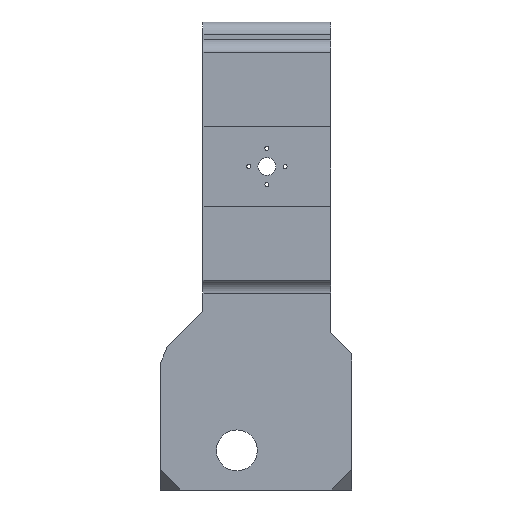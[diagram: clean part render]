
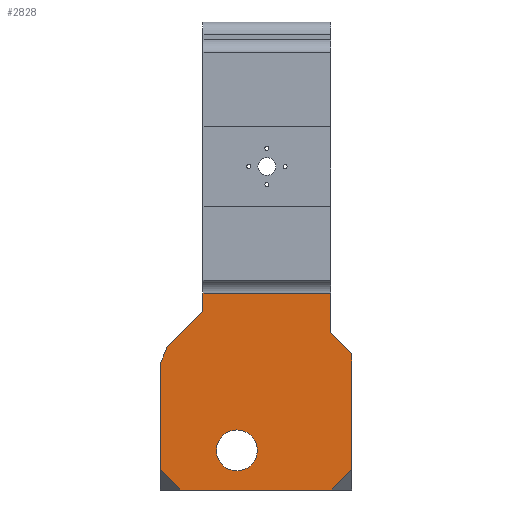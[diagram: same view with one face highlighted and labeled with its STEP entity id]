
A CAD part, left-side view. The second image highlights one B-rep face of the part: STEP entity #2828.
In plain terms, the highlighted planar face has unit normal (-1, 0, 0).
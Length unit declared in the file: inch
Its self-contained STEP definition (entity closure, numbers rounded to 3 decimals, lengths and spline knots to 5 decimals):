
#20 = DIRECTION ( 'NONE',  ( 0., -1., 0. ) ) ;
#22 = ORIENTED_EDGE ( 'NONE', *, *, #3087, .F. ) ;
#34 = CARTESIAN_POINT ( 'NONE',  ( -3.95, 2.83869, -6.325 ) ) ;
#37 = VERTEX_POINT ( 'NONE', #2685 ) ;
#57 = EDGE_LOOP ( 'NONE', ( #22, #2929 ) ) ;
#61 = VECTOR ( 'NONE', #1623, 39.37008 ) ;
#142 = AXIS2_PLACEMENT_3D ( 'NONE', #3580, #3599, #740 ) ;
#170 = DIRECTION ( 'NONE',  ( 0., 0., 1. ) ) ;
#194 = VERTEX_POINT ( 'NONE', #1123 ) ;
#217 = VERTEX_POINT ( 'NONE', #3631 ) ;
#221 = FACE_BOUND ( 'NONE', #57, .T. ) ;
#271 = EDGE_CURVE ( 'NONE', #914, #642, #2812, .T. ) ;
#300 = DIRECTION ( 'NONE',  ( 0., 0., 1. ) ) ;
#331 = VECTOR ( 'NONE', #960, 39.37008 ) ;
#353 = CARTESIAN_POINT ( 'NONE',  ( -3.95, 2.83869, -5.9313 ) ) ;
#399 = LINE ( 'NONE', #2351, #2232 ) ;
#410 = VERTEX_POINT ( 'NONE', #517 ) ;
#455 = CARTESIAN_POINT ( 'NONE',  ( -3.95, 2.83869, -3.865 ) ) ;
#462 = ORIENTED_EDGE ( 'NONE', *, *, #572, .T. ) ;
#486 = EDGE_CURVE ( 'NONE', #642, #37, #1608, .T. ) ;
#499 = CARTESIAN_POINT ( 'NONE',  ( -3.95, 1.33869, -5.15 ) ) ;
#501 = CARTESIAN_POINT ( 'NONE',  ( -3.95, 0.74935, -1.57565 ) ) ;
#517 = CARTESIAN_POINT ( 'NONE',  ( -3.95, 2.69727, -3.52358 ) ) ;
#572 = EDGE_CURVE ( 'NONE', #37, #1421, #2527, .T. ) ;
#612 = ORIENTED_EDGE ( 'NONE', *, *, #271, .T. ) ;
#642 = VERTEX_POINT ( 'NONE', #353 ) ;
#740 = DIRECTION ( 'NONE',  ( 0., 0., 1. ) ) ;
#758 = AXIS2_PLACEMENT_3D ( 'NONE', #1568, #2686, #170 ) ;
#805 = VECTOR ( 'NONE', #3131, 39.37008 ) ;
#814 = LINE ( 'NONE', #3375, #2689 ) ;
#847 = VECTOR ( 'NONE', #2516, 39.37008 ) ;
#871 = ORIENTED_EDGE ( 'NONE', *, *, #3405, .F. ) ;
#884 = VERTEX_POINT ( 'NONE', #2124 ) ;
#895 = VERTEX_POINT ( 'NONE', #3538 ) ;
#914 = VERTEX_POINT ( 'NONE', #455 ) ;
#930 = VERTEX_POINT ( 'NONE', #2628 ) ;
#947 = ORIENTED_EDGE ( 'NONE', *, *, #2895, .F. ) ;
#960 = DIRECTION ( 'NONE',  ( 0., 0.383, -0.924 ) ) ;
#974 = LINE ( 'NONE', #1882, #2814 ) ;
#1009 = LINE ( 'NONE', #2683, #331 ) ;
#1114 = ORIENTED_EDGE ( 'NONE', *, *, #2198, .T. ) ;
#1116 = CARTESIAN_POINT ( 'NONE',  ( -3.95, 2.83869, -2.825 ) ) ;
#1123 = CARTESIAN_POINT ( 'NONE',  ( -3.95, 2., -2.82631 ) ) ;
#1141 = VECTOR ( 'NONE', #20, 39.37008 ) ;
#1175 = EDGE_CURVE ( 'NONE', #1789, #930, #1591, .T. ) ;
#1179 = EDGE_CURVE ( 'NONE', #1629, #884, #1282, .T. ) ;
#1282 = LINE ( 'NONE', #2755, #61 ) ;
#1421 = VERTEX_POINT ( 'NONE', #2526 ) ;
#1431 = VECTOR ( 'NONE', #2147, 39.37008 ) ;
#1479 = VECTOR ( 'NONE', #3067, 39.37008 ) ;
#1529 = EDGE_CURVE ( 'NONE', #217, #1629, #399, .T. ) ;
#1531 = CARTESIAN_POINT ( 'NONE',  ( -3.95, 2., -2.475 ) ) ;
#1568 = CARTESIAN_POINT ( 'NONE',  ( -3.95, 1.33869, -5.55 ) ) ;
#1591 = CIRCLE ( 'NONE', #758, 0.4 ) ;
#1608 = LINE ( 'NONE', #1728, #805 ) ;
#1614 = VECTOR ( 'NONE', #3233, 39.37008 ) ;
#1616 = DIRECTION ( 'NONE',  ( 0., 0., 1. ) ) ;
#1623 = DIRECTION ( 'NONE',  ( 0., 0.707, 0.707 ) ) ;
#1629 = VERTEX_POINT ( 'NONE', #2660 ) ;
#1671 = EDGE_CURVE ( 'NONE', #884, #895, #974, .T. ) ;
#1703 = CARTESIAN_POINT ( 'NONE',  ( -3.95, 1.33869, -5.55 ) ) ;
#1728 = CARTESIAN_POINT ( 'NONE',  ( -3.95, 2.72249, -6.04749 ) ) ;
#1789 = VERTEX_POINT ( 'NONE', #499 ) ;
#1840 = ORIENTED_EDGE ( 'NONE', *, *, #1529, .T. ) ;
#1882 = CARTESIAN_POINT ( 'NONE',  ( -3.95, -0.5, -2.825 ) ) ;
#1908 = CARTESIAN_POINT ( 'NONE',  ( -3.95, -0.5, -2.475 ) ) ;
#1913 = FACE_OUTER_BOUND ( 'NONE', #2887, .T. ) ;
#1914 = DIRECTION ( 'NONE',  ( 0., 0., 1. ) ) ;
#2059 = DIRECTION ( 'NONE',  ( 0., 0., 1. ) ) ;
#2124 = CARTESIAN_POINT ( 'NONE',  ( -3.95, -0.5, -3.25369 ) ) ;
#2147 = DIRECTION ( 'NONE',  ( 0., 0.707, -0.707 ) ) ;
#2198 = EDGE_CURVE ( 'NONE', #895, #3137, #2214, .T. ) ;
#2210 = AXIS2_PLACEMENT_3D ( 'NONE', #1703, #2811, #300 ) ;
#2214 = LINE ( 'NONE', #1908, #1479 ) ;
#2232 = VECTOR ( 'NONE', #2059, 39.37008 ) ;
#2351 = CARTESIAN_POINT ( 'NONE',  ( -3.95, -0.91131, -2.825 ) ) ;
#2419 = CARTESIAN_POINT ( 'NONE',  ( -3.95, -2.2588, -4.5838 ) ) ;
#2431 = ORIENTED_EDGE ( 'NONE', *, *, #2869, .T. ) ;
#2453 = LINE ( 'NONE', #501, #1614 ) ;
#2516 = DIRECTION ( 'NONE',  ( 0., 0., -1. ) ) ;
#2527 = LINE ( 'NONE', #34, #1141 ) ;
#2526 = CARTESIAN_POINT ( 'NONE',  ( -3.95, -0.51761, -6.325 ) ) ;
#2628 = CARTESIAN_POINT ( 'NONE',  ( -3.95, 1.33869, -5.95 ) ) ;
#2660 = CARTESIAN_POINT ( 'NONE',  ( -3.95, -0.91131, -3.665 ) ) ;
#2683 = CARTESIAN_POINT ( 'NONE',  ( -3.95, 1.98206, -1.7969 ) ) ;
#2685 = CARTESIAN_POINT ( 'NONE',  ( -3.95, 2.44499, -6.325 ) ) ;
#2686 = DIRECTION ( 'NONE',  ( -1., 0., 0. ) ) ;
#2689 = VECTOR ( 'NONE', #1914, 39.37008 ) ;
#2701 = LINE ( 'NONE', #2419, #1431 ) ;
#2755 = CARTESIAN_POINT ( 'NONE',  ( -3.95, -0.28565, -3.03935 ) ) ;
#2811 = DIRECTION ( 'NONE',  ( -1., 0., 0. ) ) ;
#2812 = LINE ( 'NONE', #1116, #847 ) ;
#2814 = VECTOR ( 'NONE', #1616, 39.37008 ) ;
#2828 = ADVANCED_FACE ( 'NONE', ( #221, #1913 ), #2988, .T. ) ;
#2851 = CIRCLE ( 'NONE', #2210, 0.4 ) ;
#2869 = EDGE_CURVE ( 'NONE', #194, #410, #2453, .T. ) ;
#2887 = EDGE_LOOP ( 'NONE', ( #3079, #1114, #871, #2431, #3459, #612, #3445, #462, #947, #1840, #3159 ) ) ;
#2895 = EDGE_CURVE ( 'NONE', #217, #1421, #2701, .T. ) ;
#2929 = ORIENTED_EDGE ( 'NONE', *, *, #1175, .F. ) ;
#2988 = PLANE ( 'NONE',  #142 ) ;
#3067 = DIRECTION ( 'NONE',  ( 0., 1., 0. ) ) ;
#3079 = ORIENTED_EDGE ( 'NONE', *, *, #1671, .T. ) ;
#3087 = EDGE_CURVE ( 'NONE', #930, #1789, #2851, .T. ) ;
#3131 = DIRECTION ( 'NONE',  ( 0., -0.707, -0.707 ) ) ;
#3137 = VERTEX_POINT ( 'NONE', #1531 ) ;
#3159 = ORIENTED_EDGE ( 'NONE', *, *, #1179, .T. ) ;
#3233 = DIRECTION ( 'NONE',  ( 0., 0.707, -0.707 ) ) ;
#3275 = EDGE_CURVE ( 'NONE', #410, #914, #1009, .T. ) ;
#3375 = CARTESIAN_POINT ( 'NONE',  ( -3.95, 2., -2.825 ) ) ;
#3405 = EDGE_CURVE ( 'NONE', #194, #3137, #814, .T. ) ;
#3445 = ORIENTED_EDGE ( 'NONE', *, *, #486, .T. ) ;
#3459 = ORIENTED_EDGE ( 'NONE', *, *, #3275, .T. ) ;
#3538 = CARTESIAN_POINT ( 'NONE',  ( -3.95, -0.5, -2.475 ) ) ;
#3580 = CARTESIAN_POINT ( 'NONE',  ( -3.95, -0.5, -2.825 ) ) ;
#3599 = DIRECTION ( 'NONE',  ( -1., 0., 0. ) ) ;
#3631 = CARTESIAN_POINT ( 'NONE',  ( -3.95, -0.91131, -5.9313 ) ) ;
